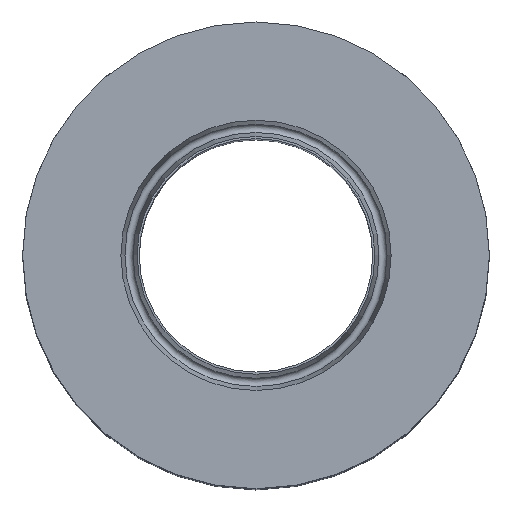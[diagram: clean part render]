
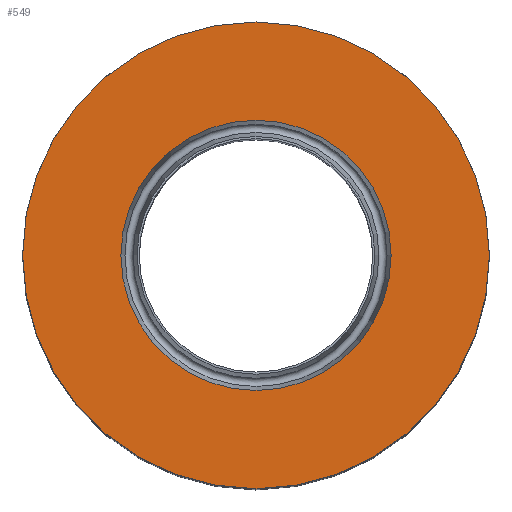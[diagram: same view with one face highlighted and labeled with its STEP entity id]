
A CAD part, top view. The second image highlights one B-rep face of the part: STEP entity #549.
In plain terms, the highlighted planar face has unit normal (0, 0, 1).
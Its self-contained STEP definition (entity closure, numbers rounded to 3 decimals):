
#16 = EDGE_LOOP ( 'NONE', ( #218 ) ) ;
#76 = EDGE_LOOP ( 'NONE', ( #196 ) ) ;
#120 = CIRCLE ( 'NONE', #637, 5.998 ) ;
#180 = FACE_BOUND ( 'NONE', #76, .T. ) ;
#181 = FACE_OUTER_BOUND ( 'NONE', #16, .T. ) ;
#184 = CIRCLE ( 'NONE', #641, 3.473 ) ;
#196 = ORIENTED_EDGE ( 'NONE', *, *, #588, .F. ) ;
#218 = ORIENTED_EDGE ( 'NONE', *, *, #584, .T. ) ;
#265 = CARTESIAN_POINT ( 'NONE',  ( 0., 3., 0. ) ) ;
#269 = PLANE ( 'NONE',  #612 ) ;
#277 = DIRECTION ( 'NONE',  ( 0., 0., -1. ) ) ;
#278 = DIRECTION ( 'NONE',  ( -1., 0., 0. ) ) ;
#348 = CARTESIAN_POINT ( 'NONE',  ( 0., 0., 0. ) ) ;
#355 = DIRECTION ( 'NONE',  ( 0., 0., 1. ) ) ;
#356 = DIRECTION ( 'NONE',  ( 1., 0., 0. ) ) ;
#360 = CARTESIAN_POINT ( 'NONE',  ( 0., 0., 0. ) ) ;
#367 = DIRECTION ( 'NONE',  ( 0., 0., 1. ) ) ;
#368 = DIRECTION ( 'NONE',  ( 1., 0., 0. ) ) ;
#507 = VERTEX_POINT ( 'NONE', #508 ) ;
#508 = CARTESIAN_POINT ( 'NONE',  ( 5.998, 0., 0. ) ) ;
#515 = VERTEX_POINT ( 'NONE', #516 ) ;
#516 = CARTESIAN_POINT ( 'NONE',  ( 3.473, 0., 0. ) ) ;
#549 = ADVANCED_FACE ( 'NONE', ( #181, #180 ), #269, .F. ) ;
#584 = EDGE_CURVE ( 'NONE', #507, #507, #120, .T. ) ;
#588 = EDGE_CURVE ( 'NONE', #515, #515, #184, .T. ) ;
#612 = AXIS2_PLACEMENT_3D ( 'NONE', #265, #277, #278 ) ;
#637 = AXIS2_PLACEMENT_3D ( 'NONE', #348, #355, #356 ) ;
#641 = AXIS2_PLACEMENT_3D ( 'NONE', #360, #367, #368 ) ;
